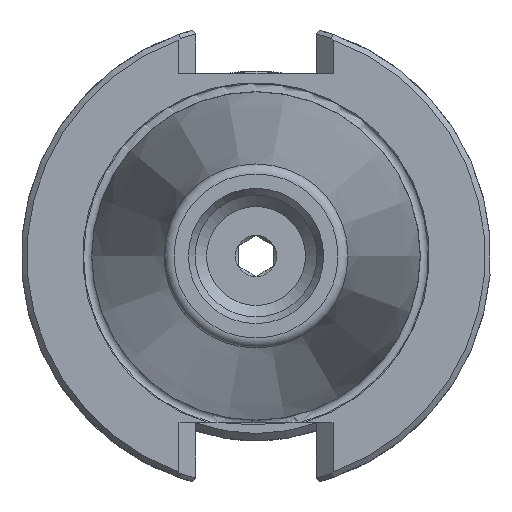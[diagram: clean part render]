
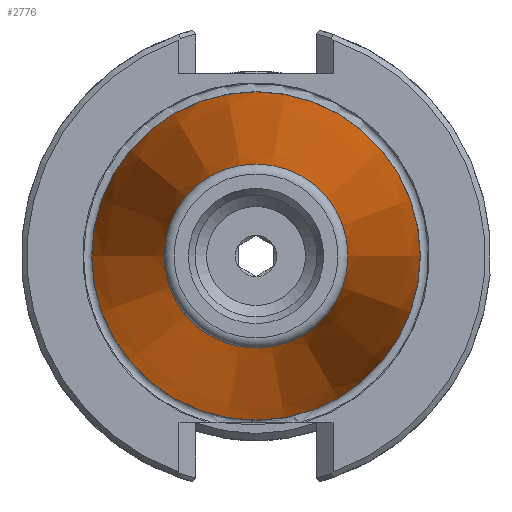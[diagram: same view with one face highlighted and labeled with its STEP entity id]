
A CAD part, left-side view. The second image highlights one B-rep face of the part: STEP entity #2776.
In plain terms, the highlighted conical face has half-angle 8.297 degrees and reference radius 17.248 mm.
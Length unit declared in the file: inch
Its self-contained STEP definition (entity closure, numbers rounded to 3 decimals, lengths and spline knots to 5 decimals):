
#130=CONICAL_SURFACE('',#2991,0.67904,8.297);
#559=FACE_BOUND('',#847,.T.);
#648=FACE_OUTER_BOUND('',#846,.T.);
#846=EDGE_LOOP('',(#2113));
#847=EDGE_LOOP('',(#2114));
#1023=CIRCLE('',#2978,0.875);
#1029=CIRCLE('',#2989,0.48982);
#1285=VERTEX_POINT('',#5063);
#1291=VERTEX_POINT('',#5080);
#1596=EDGE_CURVE('',#1285,#1285,#1023,.T.);
#1602=EDGE_CURVE('',#1291,#1291,#1029,.T.);
#2113=ORIENTED_EDGE('',*,*,#1596,.F.);
#2114=ORIENTED_EDGE('',*,*,#1602,.F.);
#2776=ADVANCED_FACE('',(#648,#559),#130,.T.);
#2978=AXIS2_PLACEMENT_3D('',#5064,#3415,#3416);
#2989=AXIS2_PLACEMENT_3D('',#5081,#3437,#3438);
#2991=AXIS2_PLACEMENT_3D('',#5083,#3441,#3442);
#3415=DIRECTION('center_axis',(1.,0.,0.));
#3416=DIRECTION('ref_axis',(0.,1.,0.));
#3437=DIRECTION('center_axis',(-1.,0.,0.));
#3438=DIRECTION('ref_axis',(0.,-1.,0.));
#3441=DIRECTION('center_axis',(1.,0.,0.));
#3442=DIRECTION('ref_axis',(0.,1.,0.));
#5063=CARTESIAN_POINT('',(0.,0.875,0.));
#5064=CARTESIAN_POINT('Origin',(0.,0.,0.));
#5080=CARTESIAN_POINT('',(-2.64129,0.48982,0.));
#5081=CARTESIAN_POINT('Origin',(-2.64129,0.,
0.));
#5083=CARTESIAN_POINT('Origin',(-1.34375,0.,0.));
